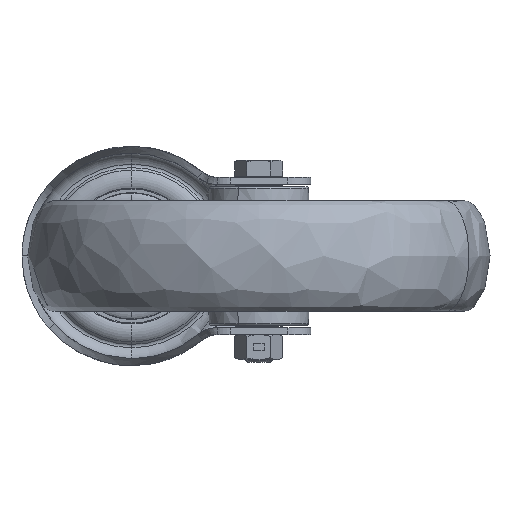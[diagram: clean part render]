
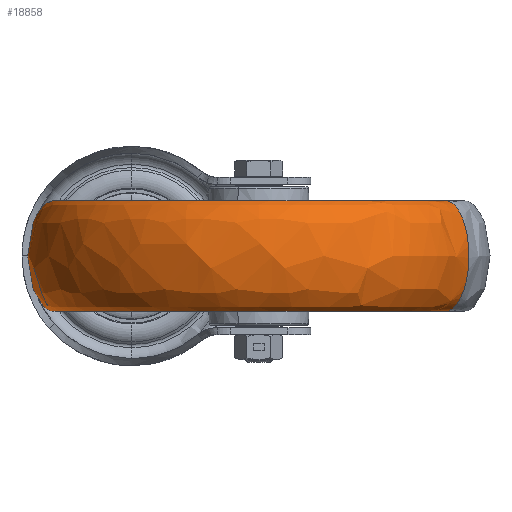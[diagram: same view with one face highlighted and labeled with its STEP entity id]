
A CAD part, front view. The second image highlights one B-rep face of the part: STEP entity #18858.
In plain terms, the highlighted free-form (B-spline) face has degree [3, 3] with [4, 4] control points.
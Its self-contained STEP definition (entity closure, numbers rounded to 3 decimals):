
#395 = CARTESIAN_POINT ( 'NONE',  ( 156.345, -177.492, -24. ) ) ;
#995 = CARTESIAN_POINT ( 'NONE',  ( 135.439, -167.902, -24. ) ) ;
#1306 = CARTESIAN_POINT ( 'NONE',  ( -25.439, -94.098, -24. ) ) ;
#1347 = DIRECTION ( 'NONE',  ( 0., 0., -1. ) ) ;
#1642 = CARTESIAN_POINT ( 'NONE',  ( -25.439, -94.098, 24. ) ) ;
#2116 = ORIENTED_EDGE ( 'NONE', *, *, #11578, .T. ) ;
#2615 = CARTESIAN_POINT ( 'NONE',  ( -25.439, -94.098, 24. ) ) ;
#3402 = CARTESIAN_POINT ( 'NONE',  ( 55., -131., 24. ) ) ;
#4523 = CARTESIAN_POINT ( 'NONE',  ( 63.36, -380.181, 24. ) ) ;
#4584 = VERTEX_POINT ( 'NONE', #1306 ) ;
#4792 = CARTESIAN_POINT ( 'NONE',  ( -139.329, -287.197, 24. ) ) ;
#5001 = CIRCLE ( 'NONE', #15879, 88.5 ) ;
#5161 = VERTEX_POINT ( 'NONE', #9920 ) ;
#5687 = DIRECTION ( 'NONE',  ( 0.909, -0.417, 0. ) ) ;
#6676 = CARTESIAN_POINT ( 'NONE',  ( 61.636, -328.781, -24. ) ) ;
#7123 = CARTESIAN_POINT ( 'NONE',  ( 156.345, -177.492, 24. ) ) ;
#7339 = DIRECTION ( 'NONE',  ( 0.909, -0.417, 0. ) ) ;
#7486 = EDGE_CURVE ( 'NONE', #5161, #9974, #7668, .T. ) ;
#7495 = CARTESIAN_POINT ( 'NONE',  ( -25.439, -94.098, -24. ) ) ;
#7668 =( BOUNDED_CURVE ( )  B_SPLINE_CURVE ( 3, ( #19414, #7123, #23460, #995 ),
 .UNSPECIFIED., .F., .F. ) 
 B_SPLINE_CURVE_WITH_KNOTS ( ( 4, 4 ),
 ( 0., 3.142 ),
 .UNSPECIFIED. ) 
 CURVE ( )  GEOMETRIC_REPRESENTATION_ITEM ( )  RATIONAL_B_SPLINE_CURVE ( ( 1., 0.333, 0.333, 1. ) ) 
 REPRESENTATION_ITEM ( '' )  );
#7911 = FACE_OUTER_BOUND ( 'NONE', #26813, .T. ) ;
#8020 = CARTESIAN_POINT ( 'NONE',  ( -46.345, -84.508, -24. ) ) ;
#8975 = CARTESIAN_POINT ( 'NONE',  ( 63.36, -380.181, -24. ) ) ;
#9120 = CARTESIAN_POINT ( 'NONE',  ( 135.439, -167.902, 24. ) ) ;
#9920 = CARTESIAN_POINT ( 'NONE',  ( 135.439, -167.902, 24. ) ) ;
#9974 = VERTEX_POINT ( 'NONE', #11947 ) ;
#10261 = ORIENTED_EDGE ( 'NONE', *, *, #12661, .T. ) ;
#10624 = CARTESIAN_POINT ( 'NONE',  ( -139.329, -287.197, -24. ) ) ;
#11395 = ORIENTED_EDGE ( 'NONE', *, *, #24164, .F. ) ;
#11578 = EDGE_CURVE ( 'NONE', #22053, #4584, #16648, .T. ) ;
#11919 = ORIENTED_EDGE ( 'NONE', *, *, #7486, .F. ) ;
#11947 = CARTESIAN_POINT ( 'NONE',  ( 135.439, -167.902, -24. ) ) ;
#12661 = EDGE_CURVE ( 'NONE', #5161, #22053, #17773, .T. ) ;
#13033 =( BOUNDED_SURFACE ( )  B_SPLINE_SURFACE ( 3, 3, ( 
 ( #9120, #25322, #23278, #2615 ),
 ( #17354, #4523, #4792, #19371 ),
 ( #395, #8975, #10624, #21277 ),
 ( #25184, #6676, #13169, #15330 ) ),
 .UNSPECIFIED., .F., .F., .F. ) 
 B_SPLINE_SURFACE_WITH_KNOTS ( ( 4, 4 ),
 ( 4, 4 ),
 ( 0., 1. ),
 ( 0., 1. ),
 .UNSPECIFIED. ) 
 GEOMETRIC_REPRESENTATION_ITEM ( )  RATIONAL_B_SPLINE_SURFACE ( (
 ( 1., 0.333, 0.333, 1.),
 ( 0.333, 0.111, 0.111, 0.333),
 ( 0.333, 0.111, 0.111, 0.333),
 ( 1., 0.333, 0.333, 1.) ) ) 
 REPRESENTATION_ITEM ( '' )  SURFACE ( )  );
#13169 = CARTESIAN_POINT ( 'NONE',  ( -99.243, -254.977, -24. ) ) ;
#13800 = DIRECTION ( 'NONE',  ( 0., 0., -1. ) ) ;
#15330 = CARTESIAN_POINT ( 'NONE',  ( -25.439, -94.098, -24. ) ) ;
#15879 = AXIS2_PLACEMENT_3D ( 'NONE', #26111, #1347, #7339 ) ;
#16006 = CARTESIAN_POINT ( 'NONE',  ( -46.345, -84.508, 24. ) ) ;
#16648 =( BOUNDED_CURVE ( )  B_SPLINE_CURVE ( 3, ( #1642, #16006, #8020, #7495 ),
 .UNSPECIFIED., .F., .T. ) 
 B_SPLINE_CURVE_WITH_KNOTS ( ( 4, 4 ),
 ( 0., 3.142 ),
 .UNSPECIFIED. ) 
 CURVE ( )  GEOMETRIC_REPRESENTATION_ITEM ( )  RATIONAL_B_SPLINE_CURVE ( ( 1., 0.333, 0.333, 1. ) ) 
 REPRESENTATION_ITEM ( '' )  );
#17354 = CARTESIAN_POINT ( 'NONE',  ( 156.345, -177.492, 24. ) ) ;
#17773 = CIRCLE ( 'NONE', #21679, 88.5 ) ;
#18858 = ADVANCED_FACE ( 'NONE', ( #7911 ), #13033, .F. ) ;
#19371 = CARTESIAN_POINT ( 'NONE',  ( -46.345, -84.508, 24. ) ) ;
#19414 = CARTESIAN_POINT ( 'NONE',  ( 135.439, -167.902, 24. ) ) ;
#21277 = CARTESIAN_POINT ( 'NONE',  ( -46.345, -84.508, -24. ) ) ;
#21679 = AXIS2_PLACEMENT_3D ( 'NONE', #3402, #13800, #5687 ) ;
#22053 = VERTEX_POINT ( 'NONE', #22535 ) ;
#22535 = CARTESIAN_POINT ( 'NONE',  ( -25.439, -94.098, 24. ) ) ;
#23278 = CARTESIAN_POINT ( 'NONE',  ( -99.243, -254.977, 24. ) ) ;
#23460 = CARTESIAN_POINT ( 'NONE',  ( 156.345, -177.492, -24. ) ) ;
#24164 = EDGE_CURVE ( 'NONE', #9974, #4584, #5001, .T. ) ;
#25184 = CARTESIAN_POINT ( 'NONE',  ( 135.439, -167.902, -24. ) ) ;
#25322 = CARTESIAN_POINT ( 'NONE',  ( 61.636, -328.781, 24. ) ) ;
#26111 = CARTESIAN_POINT ( 'NONE',  ( 55., -131., -24. ) ) ;
#26813 = EDGE_LOOP ( 'NONE', ( #10261, #2116, #11395, #11919 ) ) ;
